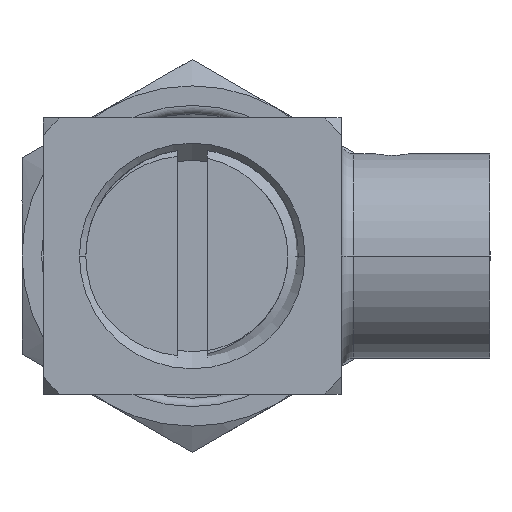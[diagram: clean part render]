
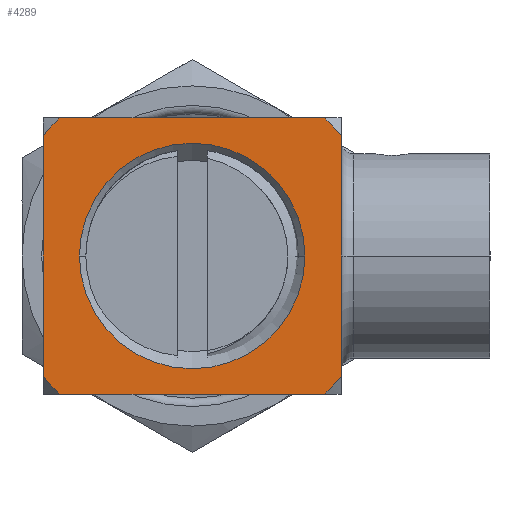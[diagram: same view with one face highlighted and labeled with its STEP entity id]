
A CAD part, left-side view. The second image highlights one B-rep face of the part: STEP entity #4289.
In plain terms, the highlighted planar face has unit normal (-1, 0, 0).
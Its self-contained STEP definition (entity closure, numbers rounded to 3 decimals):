
#27 = VERTEX_POINT ( 'NONE', #5463 ) ;
#45 = CARTESIAN_POINT ( 'NONE',  ( -16.4, 3.5, 2.828 ) ) ;
#140 = CARTESIAN_POINT ( 'NONE',  ( -16.4, 1.037, -3.25 ) ) ;
#147 = CIRCLE ( 'NONE', #2280, 2.65 ) ;
#167 = AXIS2_PLACEMENT_3D ( 'NONE', #2173, #1681, #4569 ) ;
#185 = DIRECTION ( 'NONE',  ( 1., 0., 0. ) ) ;
#221 = VERTEX_POINT ( 'NONE', #5089 ) ;
#515 = ORIENTED_EDGE ( 'NONE', *, *, #5058, .F. ) ;
#609 = VERTEX_POINT ( 'NONE', #6070 ) ;
#660 = DIRECTION ( 'NONE',  ( 0., 1., 0. ) ) ;
#721 = CARTESIAN_POINT ( 'NONE',  ( -16.4, 3.112, 3.25 ) ) ;
#763 = VERTEX_POINT ( 'NONE', #6344 ) ;
#809 = AXIS2_PLACEMENT_3D ( 'NONE', #6033, #2147, #4403 ) ;
#913 = CARTESIAN_POINT ( 'NONE',  ( -16.4, -3.112, 3.25 ) ) ;
#993 = DIRECTION ( 'NONE',  ( 1., 0., 0. ) ) ;
#1079 = DIRECTION ( 'NONE',  ( 0., -1., 0. ) ) ;
#1111 = CARTESIAN_POINT ( 'NONE',  ( -16.4, 3.5, -2.828 ) ) ;
#1278 = VECTOR ( 'NONE', #5347, 1000. ) ;
#1468 = CIRCLE ( 'NONE', #1581, 4.5 ) ;
#1581 = AXIS2_PLACEMENT_3D ( 'NONE', #6297, #185, #660 ) ;
#1604 = EDGE_CURVE ( 'NONE', #27, #6050, #1862, .T. ) ;
#1681 = DIRECTION ( 'NONE',  ( 1., 0., 0. ) ) ;
#1688 = DIRECTION ( 'NONE',  ( 1., 0., 0. ) ) ;
#1703 = CARTESIAN_POINT ( 'NONE',  ( -16.4, 3.112, -3.25 ) ) ;
#1716 = CARTESIAN_POINT ( 'NONE',  ( -16.4, -3.112, 3.25 ) ) ;
#1721 = DIRECTION ( 'NONE',  ( 0., 1., 0. ) ) ;
#1746 = VECTOR ( 'NONE', #4271, 1000. ) ;
#1862 = B_SPLINE_CURVE_WITH_KNOTS ( 'NONE', 3,
 ( #721, #4133, #2274, #1716 ),
 .UNSPECIFIED., .F., .F.,
 ( 4, 4 ),
 ( 0.055, 0.945 ),
 .UNSPECIFIED. ) ;
#1936 = EDGE_CURVE ( 'NONE', #6050, #4217, #2475, .T. ) ;
#2116 = CARTESIAN_POINT ( 'NONE',  ( -16.4, 3.112, -3.25 ) ) ;
#2147 = DIRECTION ( 'NONE',  ( 1., 0., 0. ) ) ;
#2155 = VERTEX_POINT ( 'NONE', #45 ) ;
#2173 = CARTESIAN_POINT ( 'NONE',  ( -16.4, 3.5, 3.25 ) ) ;
#2261 = ORIENTED_EDGE ( 'NONE', *, *, #3032, .F. ) ;
#2274 = CARTESIAN_POINT ( 'NONE',  ( -16.4, -1.037, 3.25 ) ) ;
#2280 = AXIS2_PLACEMENT_3D ( 'NONE', #6180, #6075, #1079 ) ;
#2475 = CIRCLE ( 'NONE', #6844, 4.5 ) ;
#2654 = ORIENTED_EDGE ( 'NONE', *, *, #5385, .F. ) ;
#2834 = FACE_OUTER_BOUND ( 'NONE', #4584, .T. ) ;
#2890 = DIRECTION ( 'NONE',  ( -1., 0., 0. ) ) ;
#3032 = EDGE_CURVE ( 'NONE', #4217, #763, #5303, .T. ) ;
#3046 = ORIENTED_EDGE ( 'NONE', *, *, #6916, .T. ) ;
#3088 = EDGE_CURVE ( 'NONE', #2155, #4975, #4754, .T. ) ;
#3095 = CARTESIAN_POINT ( 'NONE',  ( -16.4, 3.5, 3.25 ) ) ;
#3277 = VERTEX_POINT ( 'NONE', #2116 ) ;
#3283 = AXIS2_PLACEMENT_3D ( 'NONE', #4590, #2890, #3567 ) ;
#3361 = PLANE ( 'NONE',  #167 ) ;
#3407 = CARTESIAN_POINT ( 'NONE',  ( -16.4, 2.65, 0. ) ) ;
#3535 = CIRCLE ( 'NONE', #809, 4.5 ) ;
#3567 = DIRECTION ( 'NONE',  ( 0., -1., 0. ) ) ;
#3729 = ORIENTED_EDGE ( 'NONE', *, *, #1936, .F. ) ;
#3808 = DIRECTION ( 'NONE',  ( 0., 1., 0. ) ) ;
#3819 = ORIENTED_EDGE ( 'NONE', *, *, #3848, .F. ) ;
#3848 = EDGE_CURVE ( 'NONE', #763, #221, #1468, .T. ) ;
#4095 = VERTEX_POINT ( 'NONE', #3407 ) ;
#4133 = CARTESIAN_POINT ( 'NONE',  ( -16.4, 1.037, 3.25 ) ) ;
#4217 = VERTEX_POINT ( 'NONE', #5511 ) ;
#4271 = DIRECTION ( 'NONE',  ( 0., 0., -1. ) ) ;
#4289 = ADVANCED_FACE ( 'NONE', ( #2834, #5618 ), #3361, .F. ) ;
#4403 = DIRECTION ( 'NONE',  ( 0., 1., 0. ) ) ;
#4452 = B_SPLINE_CURVE_WITH_KNOTS ( 'NONE', 3,
 ( #1703, #140, #4673, #4632 ),
 .UNSPECIFIED., .F., .F.,
 ( 4, 4 ),
 ( 0.055, 0.945 ),
 .UNSPECIFIED. ) ;
#4569 = DIRECTION ( 'NONE',  ( 0., 1., 0. ) ) ;
#4584 = EDGE_LOOP ( 'NONE', ( #4664, #5031, #2654, #3046, #3819, #2261, #3729, #5620 ) ) ;
#4590 = CARTESIAN_POINT ( 'NONE',  ( -16.4, 0., 0. ) ) ;
#4628 = EDGE_LOOP ( 'NONE', ( #515, #6077 ) ) ;
#4632 = CARTESIAN_POINT ( 'NONE',  ( -16.4, -3.112, -3.25 ) ) ;
#4664 = ORIENTED_EDGE ( 'NONE', *, *, #7228, .F. ) ;
#4673 = CARTESIAN_POINT ( 'NONE',  ( -16.4, -1.037, -3.25 ) ) ;
#4754 = LINE ( 'NONE', #3095, #1278 ) ;
#4776 = CIRCLE ( 'NONE', #5113, 4.5 ) ;
#4975 = VERTEX_POINT ( 'NONE', #1111 ) ;
#4989 = CARTESIAN_POINT ( 'NONE',  ( -16.4, 0., 0. ) ) ;
#5031 = ORIENTED_EDGE ( 'NONE', *, *, #3088, .T. ) ;
#5058 = EDGE_CURVE ( 'NONE', #609, #4095, #147, .T. ) ;
#5089 = CARTESIAN_POINT ( 'NONE',  ( -16.4, -3.112, -3.25 ) ) ;
#5113 = AXIS2_PLACEMENT_3D ( 'NONE', #5213, #1688, #1721 ) ;
#5213 = CARTESIAN_POINT ( 'NONE',  ( -16.4, 0., 0. ) ) ;
#5303 = LINE ( 'NONE', #5995, #1746 ) ;
#5347 = DIRECTION ( 'NONE',  ( 0., 0., -1. ) ) ;
#5385 = EDGE_CURVE ( 'NONE', #3277, #4975, #4776, .T. ) ;
#5463 = CARTESIAN_POINT ( 'NONE',  ( -16.4, 3.112, 3.25 ) ) ;
#5511 = CARTESIAN_POINT ( 'NONE',  ( -16.4, -3.5, 2.828 ) ) ;
#5618 = FACE_BOUND ( 'NONE', #4628, .T. ) ;
#5620 = ORIENTED_EDGE ( 'NONE', *, *, #1604, .F. ) ;
#5995 = CARTESIAN_POINT ( 'NONE',  ( -16.4, -3.5, 3.25 ) ) ;
#6033 = CARTESIAN_POINT ( 'NONE',  ( -16.4, 0., 0. ) ) ;
#6050 = VERTEX_POINT ( 'NONE', #913 ) ;
#6070 = CARTESIAN_POINT ( 'NONE',  ( -16.4, -2.65, 0. ) ) ;
#6075 = DIRECTION ( 'NONE',  ( -1., 0., 0. ) ) ;
#6077 = ORIENTED_EDGE ( 'NONE', *, *, #6913, .F. ) ;
#6180 = CARTESIAN_POINT ( 'NONE',  ( -16.4, 0., 0. ) ) ;
#6297 = CARTESIAN_POINT ( 'NONE',  ( -16.4, 0., 0. ) ) ;
#6344 = CARTESIAN_POINT ( 'NONE',  ( -16.4, -3.5, -2.828 ) ) ;
#6491 = CIRCLE ( 'NONE', #3283, 2.65 ) ;
#6844 = AXIS2_PLACEMENT_3D ( 'NONE', #4989, #993, #3808 ) ;
#6913 = EDGE_CURVE ( 'NONE', #4095, #609, #6491, .T. ) ;
#6916 = EDGE_CURVE ( 'NONE', #3277, #221, #4452, .T. ) ;
#7228 = EDGE_CURVE ( 'NONE', #2155, #27, #3535, .T. ) ;
